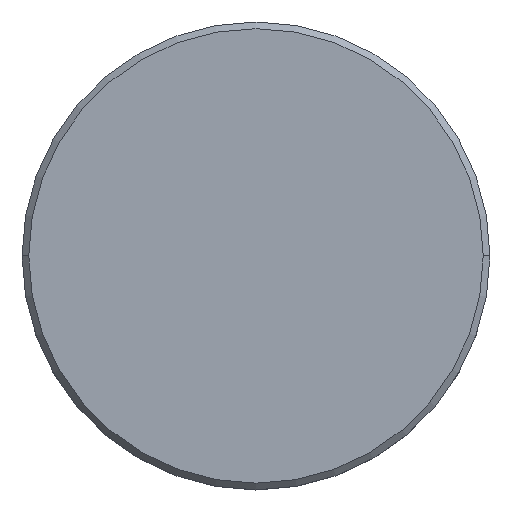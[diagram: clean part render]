
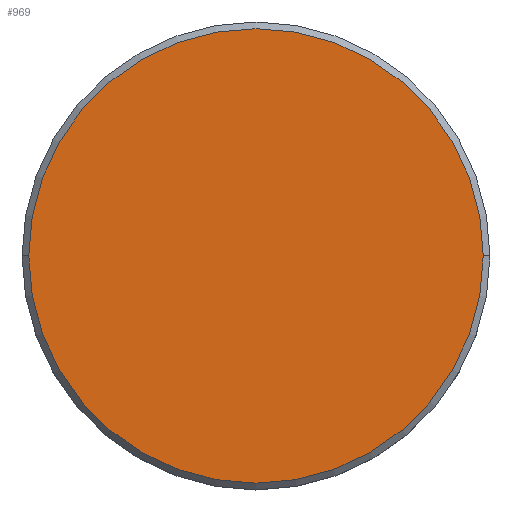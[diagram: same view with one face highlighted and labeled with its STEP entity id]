
A CAD part, top view. The second image highlights one B-rep face of the part: STEP entity #969.
In plain terms, the highlighted planar face has unit normal (0, 0, 1).
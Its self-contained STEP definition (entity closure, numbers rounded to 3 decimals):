
#5 = CIRCLE ( 'NONE', #686, 17. ) ;
#102 = CARTESIAN_POINT ( 'NONE',  ( 17., 0., 0. ) ) ;
#226 = AXIS2_PLACEMENT_3D ( 'NONE', #505, #781, #873 ) ;
#321 = FACE_OUTER_BOUND ( 'NONE', #792, .T. ) ;
#351 = ORIENTED_EDGE ( 'NONE', *, *, #588, .T. ) ;
#419 = DIRECTION ( 'NONE',  ( 1., 0., 0. ) ) ;
#452 = DIRECTION ( 'NONE',  ( 0., 0., 1. ) ) ;
#466 = ORIENTED_EDGE ( 'NONE', *, *, #1001, .T. ) ;
#467 = CARTESIAN_POINT ( 'NONE',  ( 0., 0., 0. ) ) ;
#505 = CARTESIAN_POINT ( 'NONE',  ( 0., 0., 0. ) ) ;
#513 = PLANE ( 'NONE',  #934 ) ;
#541 = CARTESIAN_POINT ( 'NONE',  ( -17., 0., 0. ) ) ;
#557 = VERTEX_POINT ( 'NONE', #102 ) ;
#588 = EDGE_CURVE ( 'NONE', #630, #557, #5, .T. ) ;
#610 = CARTESIAN_POINT ( 'NONE',  ( 0., 0., 0. ) ) ;
#630 = VERTEX_POINT ( 'NONE', #541 ) ;
#686 = AXIS2_PLACEMENT_3D ( 'NONE', #467, #452, #924 ) ;
#746 = CIRCLE ( 'NONE', #226, 17. ) ;
#781 = DIRECTION ( 'NONE',  ( 0., 0., 1. ) ) ;
#792 = EDGE_LOOP ( 'NONE', ( #351, #466 ) ) ;
#873 = DIRECTION ( 'NONE',  ( 1., 0., 0. ) ) ;
#924 = DIRECTION ( 'NONE',  ( 1., 0., 0. ) ) ;
#934 = AXIS2_PLACEMENT_3D ( 'NONE', #610, #1129, #419 ) ;
#969 = ADVANCED_FACE ( 'NONE', ( #321 ), #513, .T. ) ;
#1001 = EDGE_CURVE ( 'NONE', #557, #630, #746, .T. ) ;
#1129 = DIRECTION ( 'NONE',  ( 0., 0., 1. ) ) ;
